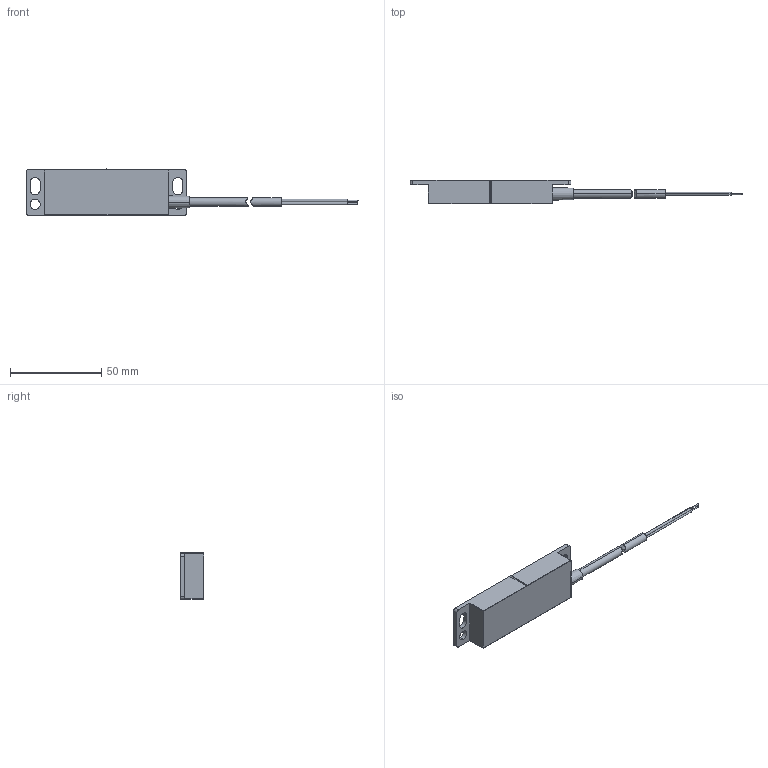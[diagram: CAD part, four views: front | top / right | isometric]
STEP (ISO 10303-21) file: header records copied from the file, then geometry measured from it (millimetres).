
FILE_DESCRIPTION (( 'STEP AP214' ), '1' );
FILE_NAME ('N510_N511_N512_N513_N514_N517_N518.STEP', '2021-12-29T15:52:11', ( '' ), ( '' ), 'SwSTEP 2.0', 'SolidWorks 2021', '' );
FILE_SCHEMA (( 'AUTOMOTIVE_DESIGN' ));
Length unit declared in the file: millimetre
Products named in the file (5): N510_N511_N512_N513_N514_N517_N518; 1N5101000000; 1SPC 01 00 0000; Cavo 1PSC; 1N5100000000
Assembly tree (4 placements, depth 2):
  N510_N511_N512_N513_N514_N517_N518
    1N5100000000
    1N5101000000
    1SPC 01 00 0000
    Cavo 1PSC
Bounding box: 181.5 x 13 x 25.5 mm (x, y, z)
Volume: 12656 mm3; surface area: 14027.2 mm2
Topology: 5 solids, 5 shells, 133 faces, 323 edges, 206 vertices
Faces by surface type: plane 68, cylinder 50, torus 6, sphere 4, bspline 3, cone 2
Entity records: 4424 total; most frequent: CARTESIAN_POINT 860, DIRECTION 699, ORIENTED_EDGE 638, EDGE_CURVE 319, AXIS2_PLACEMENT_3D 249, VERTEX_POINT 206, LINE 201, VECTOR 201
